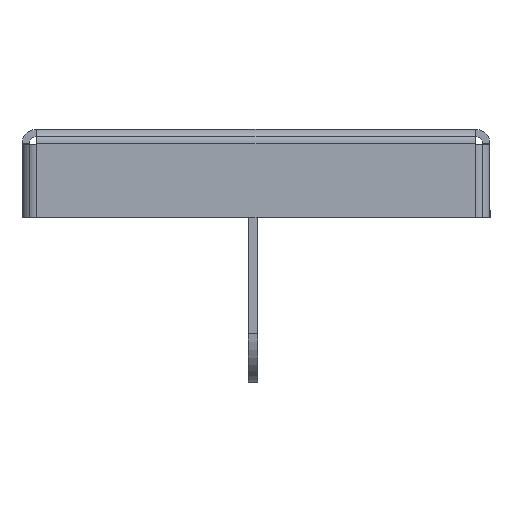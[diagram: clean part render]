
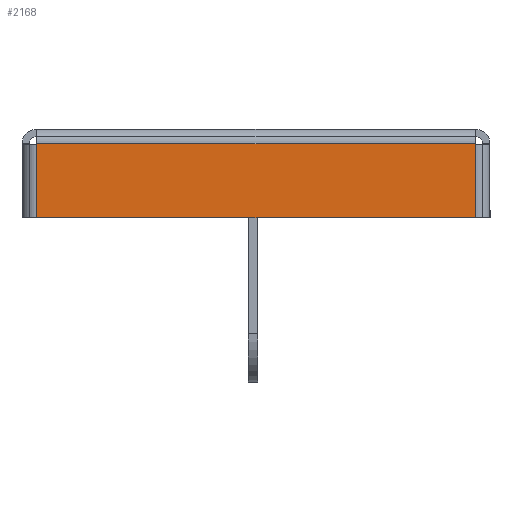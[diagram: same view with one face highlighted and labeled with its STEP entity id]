
A CAD part, left-side view. The second image highlights one B-rep face of the part: STEP entity #2168.
In plain terms, the highlighted planar face has unit normal (-1, 0, 0).
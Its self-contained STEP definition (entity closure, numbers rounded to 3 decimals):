
#18 = CARTESIAN_POINT ( 'NONE',  ( -392.8, 44.5, -3. ) ) ;
#47 = CARTESIAN_POINT ( 'NONE',  ( -392.8, 44.5, 0. ) ) ;
#87 = VECTOR ( 'NONE', #4033, 1000. ) ;
#224 = VECTOR ( 'NONE', #896, 1000. ) ;
#245 = EDGE_CURVE ( 'NONE', #5498, #6329, #4860, .T. ) ;
#265 = DIRECTION ( 'NONE',  ( 0., 0., -1. ) ) ;
#336 = ORIENTED_EDGE ( 'NONE', *, *, #245, .F. ) ;
#412 = CARTESIAN_POINT ( 'NONE',  ( -392.8, -44.5, -3.1 ) ) ;
#497 = ORIENTED_EDGE ( 'NONE', *, *, #2414, .F. ) ;
#793 = VERTEX_POINT ( 'NONE', #412 ) ;
#822 = EDGE_CURVE ( 'NONE', #1809, #5498, #2047, .T. ) ;
#896 = DIRECTION ( 'NONE',  ( 0., -1., 0. ) ) ;
#997 = VERTEX_POINT ( 'NONE', #4861 ) ;
#1008 = VERTEX_POINT ( 'NONE', #2909 ) ;
#1096 = CARTESIAN_POINT ( 'NONE',  ( -392.8, 0., 0. ) ) ;
#1237 = LINE ( 'NONE', #3203, #1958 ) ;
#1809 = VERTEX_POINT ( 'NONE', #5557 ) ;
#1830 = DIRECTION ( 'NONE',  ( 0., 0., 1. ) ) ;
#1958 = VECTOR ( 'NONE', #265, 1000. ) ;
#2047 = LINE ( 'NONE', #47, #2683 ) ;
#2063 = FACE_OUTER_BOUND ( 'NONE', #4480, .T. ) ;
#2168 = ADVANCED_FACE ( 'NONE', ( #2063 ), #5922, .F. ) ;
#2414 = EDGE_CURVE ( 'NONE', #6329, #1008, #5352, .T. ) ;
#2683 = VECTOR ( 'NONE', #3978, 1000. ) ;
#2774 = CARTESIAN_POINT ( 'NONE',  ( -392.8, 44.5, 0. ) ) ;
#2909 = CARTESIAN_POINT ( 'NONE',  ( -392.8, -44.5, -3. ) ) ;
#2934 = DIRECTION ( 'NONE',  ( 0., 0., 1. ) ) ;
#3057 = DIRECTION ( 'NONE',  ( 0., 0., -1. ) ) ;
#3203 = CARTESIAN_POINT ( 'NONE',  ( -392.8, -44.5, 0. ) ) ;
#3382 = EDGE_CURVE ( 'NONE', #1008, #793, #1237, .T. ) ;
#3494 = VECTOR ( 'NONE', #2934, 1000. ) ;
#3513 = LINE ( 'NONE', #5458, #87 ) ;
#3961 = DIRECTION ( 'NONE',  ( 1., 0., 0. ) ) ;
#3978 = DIRECTION ( 'NONE',  ( 0., 0., 1. ) ) ;
#4033 = DIRECTION ( 'NONE',  ( 0., 1., 0. ) ) ;
#4291 = ORIENTED_EDGE ( 'NONE', *, *, #6021, .T. ) ;
#4480 = EDGE_LOOP ( 'NONE', ( #5799, #4291, #6177, #497, #336, #6076 ) ) ;
#4514 = CARTESIAN_POINT ( 'NONE',  ( -392.8, 44.5, -3.1 ) ) ;
#4860 = LINE ( 'NONE', #2774, #5514 ) ;
#4861 = CARTESIAN_POINT ( 'NONE',  ( -392.8, -44.5, -18. ) ) ;
#4873 = CARTESIAN_POINT ( 'NONE',  ( -392.8, -47.5, -3. ) ) ;
#4884 = LINE ( 'NONE', #5927, #3494 ) ;
#5290 = AXIS2_PLACEMENT_3D ( 'NONE', #1096, #3961, #3057 ) ;
#5352 = LINE ( 'NONE', #4873, #224 ) ;
#5458 = CARTESIAN_POINT ( 'NONE',  ( -392.8, -47.5, -18. ) ) ;
#5498 = VERTEX_POINT ( 'NONE', #4514 ) ;
#5514 = VECTOR ( 'NONE', #1830, 1000. ) ;
#5557 = CARTESIAN_POINT ( 'NONE',  ( -392.8, 44.5, -18. ) ) ;
#5558 = EDGE_CURVE ( 'NONE', #997, #1809, #3513, .T. ) ;
#5799 = ORIENTED_EDGE ( 'NONE', *, *, #5558, .F. ) ;
#5922 = PLANE ( 'NONE',  #5290 ) ;
#5927 = CARTESIAN_POINT ( 'NONE',  ( -392.8, -44.5, -18. ) ) ;
#6021 = EDGE_CURVE ( 'NONE', #997, #793, #4884, .T. ) ;
#6076 = ORIENTED_EDGE ( 'NONE', *, *, #822, .F. ) ;
#6177 = ORIENTED_EDGE ( 'NONE', *, *, #3382, .F. ) ;
#6329 = VERTEX_POINT ( 'NONE', #18 ) ;
